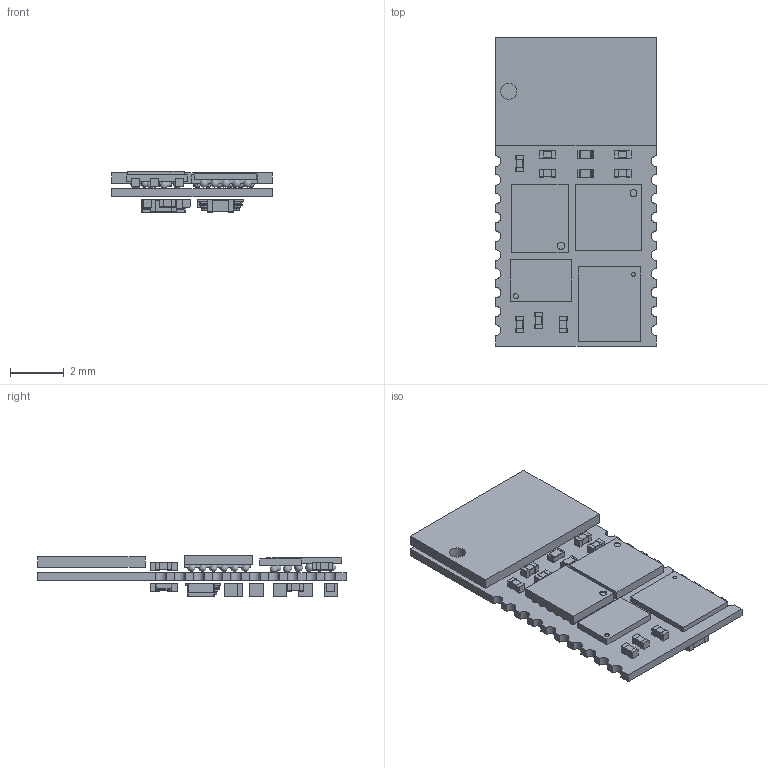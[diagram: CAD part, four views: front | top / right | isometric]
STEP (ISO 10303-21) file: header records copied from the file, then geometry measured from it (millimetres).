
FILE_DESCRIPTION(('KiCad electronic assembly'),'2;1');
FILE_NAME('s1-module.step','2026-04-09T11:08:38',('Pcbnew'),('Kicad'), 'Open CASCADE STEP processor 7.8','KiCad to STEP converter','Unknown' );
FILE_SCHEMA(('AUTOMOTIVE_DESIGN { 1 0 10303 214 1 1 1 1 }'));
Length unit declared in the file: millimetre
Products named in the file (19): s1-module 1; C_0201_0603Metric; ICE40UP5K-UWG30ITR1K; Array; Body; R_0201_0603Metric; SR4W035; Board; NRF52811-CAAA; MAX77654ENV; AT25SL321-UUE-T; C_0402_1005Metric; L_0201_0603Metric; L_0402_1005Metric; Crystal_SMD_MicroCrystal_CM9V-T1A-2Pin_1.6x1.0mm; Crystal_SMD_WE_IQXC-26-4Pin_1.6x1.2mm; s1-module_PCB
Assembly tree (40 placements, depth 3):
  s1-module 1
    C_0201_0603Metric  x17
    ICE40UP5K-UWG30ITR1K
      Array
      Body
    R_0201_0603Metric  x3
    SR4W035
      Board
    NRF52811-CAAA
    MAX77654ENV
    AT25SL321-UUE-T
      Array
      Body
    C_0402_1005Metric  x4
    L_0201_0603Metric
    L_0402_1005Metric  x2
    Crystal_SMD_MicroCrystal_CM9V-T1A-2Pin_1.6x1.0mm
    Crystal_SMD_WE_IQXC-26-4Pin_1.6x1.2mm
    s1-module_PCB
Bounding box: 6 x 11.5 x 1.53 mm (x, y, z)
Volume: 41.6 mm3; surface area: 331.5 mm2
Topology: 134 solids, 134 shells, 1163 faces, 3069 edges, 2033 vertices
Faces by surface type: plane 587, cylinder 409, sphere 131, torus 36
Full cylindrical faces by diameter (mm): 0.14 x1, 0.194 x1, 0.255 x1, 0.264 x1, 0.6 x1
Entity records: 19707 total; most frequent: CARTESIAN_POINT 2664, DIRECTION 2649, ORIENTED_EDGE 2200, EDGE_CURVE 1100, AXIS2_PLACEMENT_3D 967, VERTEX_POINT 854, LINE 715, VECTOR 715
